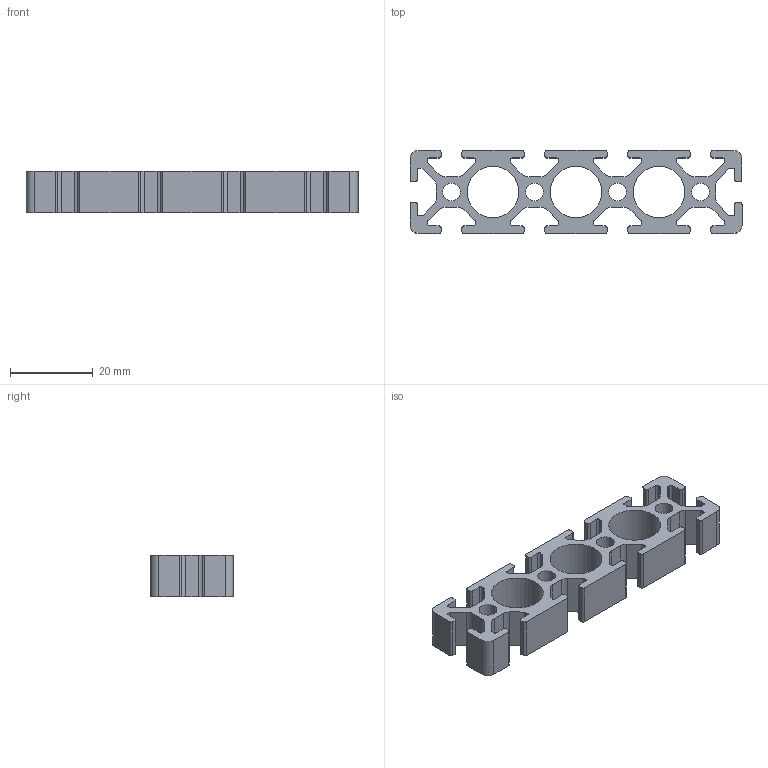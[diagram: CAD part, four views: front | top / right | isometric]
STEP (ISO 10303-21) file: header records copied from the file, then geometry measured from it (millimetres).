
FILE_DESCRIPTION((''),'2;1');
FILE_NAME('P20x80_N5_I.stp','2016-02-22T13:23:21',('User'),(''),'Autodesk Inventor 2009','Autodesk Inventor 2009','');
FILE_SCHEMA(('AUTOMOTIVE_DESIGN { 1 0 10303 214 1 1 1 1 }'));
Length unit declared in the file: millimetre
Products named in the file (1): P20x80_N5_I
Bounding box: 80 x 20 x 10 mm (x, y, z)
Volume: 6706.5 mm3; surface area: 7051.9 mm2
Topology: 1 solids, 1 shells, 216 faces, 642 edges, 428 vertices
Faces by surface type: cylinder 110, plane 106
Full cylindrical faces by diameter (mm): 4.3 x4, 12.5 x3
Entity records: 7325 total; most frequent: DIRECTION 1289, CARTESIAN_POINT 1280, ORIENTED_EDGE 1270, EDGE_CURVE 635, AXIS2_PLACEMENT_3D 437, VERTEX_POINT 428, VECTOR 415, LINE 415
